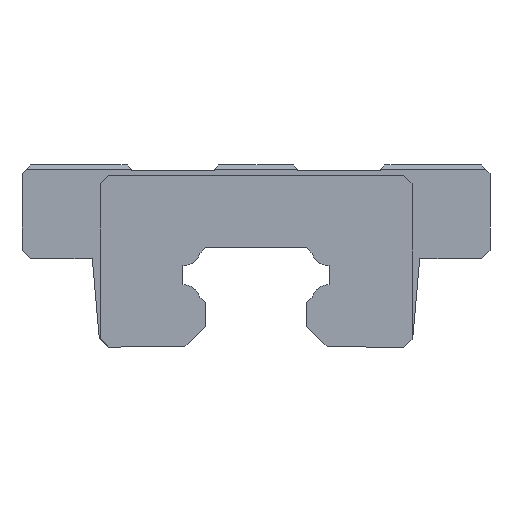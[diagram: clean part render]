
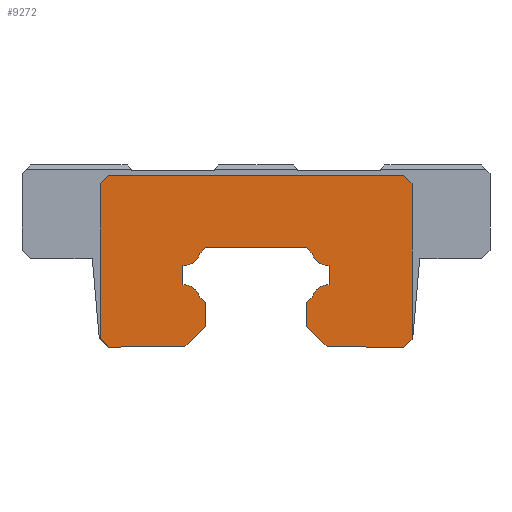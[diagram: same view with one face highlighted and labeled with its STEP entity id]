
A CAD part, front view. The second image highlights one B-rep face of the part: STEP entity #9272.
In plain terms, the highlighted planar face has unit normal (0, -1, 0).
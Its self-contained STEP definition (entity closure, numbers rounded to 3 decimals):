
#35=CIRCLE('',#9584,3.367);
#36=CIRCLE('',#9585,3.367);
#37=CIRCLE('',#9586,3.367);
#38=CIRCLE('',#9587,3.367);
#1140=FACE_OUTER_BOUND('',#1679,.T.);
#1679=EDGE_LOOP('',(#8253,#8254,#8255,#8256,#8257,#8258,#8259,#8260,#8261,
#8262,#8263,#8264,#8265,#8266,#8267,#8268,#8269,#8270,#8271,#8272,#8273,
#8274,#8275,#8276));
#2523=LINE('',#16229,#3448);
#2531=LINE('',#16252,#3456);
#2579=LINE('',#16354,#3504);
#2581=LINE('',#16358,#3506);
#2584=LINE('',#16364,#3509);
#2585=LINE('',#16366,#3510);
#2586=LINE('',#16368,#3511);
#2587=LINE('',#16372,#3512);
#2588=LINE('',#16376,#3513);
#2589=LINE('',#16378,#3514);
#2590=LINE('',#16380,#3515);
#2591=LINE('',#16384,#3516);
#2592=LINE('',#16388,#3517);
#2593=LINE('',#16390,#3518);
#2594=LINE('',#16392,#3519);
#2595=LINE('',#16394,#3520);
#2596=LINE('',#16396,#3521);
#2597=LINE('',#16398,#3522);
#2598=LINE('',#16399,#3523);
#2599=LINE('',#16400,#3524);
#3448=VECTOR('',#10869,10.);
#3456=VECTOR('',#10891,10.);
#3504=VECTOR('',#10957,10.);
#3506=VECTOR('',#10961,10.);
#3509=VECTOR('',#10966,10.);
#3510=VECTOR('',#10967,10.);
#3511=VECTOR('',#10968,10.);
#3512=VECTOR('',#10971,10.);
#3513=VECTOR('',#10974,10.);
#3514=VECTOR('',#10975,10.);
#3515=VECTOR('',#10976,10.);
#3516=VECTOR('',#10979,10.);
#3517=VECTOR('',#10982,10.);
#3518=VECTOR('',#10983,10.);
#3519=VECTOR('',#10984,10.);
#3520=VECTOR('',#10985,10.);
#3521=VECTOR('',#10986,10.);
#3522=VECTOR('',#10987,10.);
#3523=VECTOR('',#10988,10.);
#3524=VECTOR('',#10989,10.);
#4388=VERTEX_POINT('',#16223);
#4390=VERTEX_POINT('',#16227);
#4397=VERTEX_POINT('',#16249);
#4398=VERTEX_POINT('',#16251);
#4443=VERTEX_POINT('',#16353);
#4444=VERTEX_POINT('',#16357);
#4446=VERTEX_POINT('',#16363);
#4447=VERTEX_POINT('',#16365);
#4448=VERTEX_POINT('',#16367);
#4449=VERTEX_POINT('',#16369);
#4450=VERTEX_POINT('',#16371);
#4451=VERTEX_POINT('',#16373);
#4452=VERTEX_POINT('',#16375);
#4453=VERTEX_POINT('',#16377);
#4454=VERTEX_POINT('',#16379);
#4455=VERTEX_POINT('',#16381);
#4456=VERTEX_POINT('',#16383);
#4457=VERTEX_POINT('',#16385);
#4458=VERTEX_POINT('',#16387);
#4459=VERTEX_POINT('',#16389);
#4460=VERTEX_POINT('',#16391);
#4461=VERTEX_POINT('',#16393);
#4462=VERTEX_POINT('',#16395);
#4463=VERTEX_POINT('',#16397);
#5677=EDGE_CURVE('',#4388,#4390,#2523,.T.);
#5685=EDGE_CURVE('',#4398,#4397,#2531,.T.);
#5737=EDGE_CURVE('',#4398,#4443,#2579,.T.);
#5739=EDGE_CURVE('',#4444,#4443,#2581,.T.);
#5742=EDGE_CURVE('',#4397,#4446,#2584,.T.);
#5743=EDGE_CURVE('',#4446,#4447,#2585,.T.);
#5744=EDGE_CURVE('',#4447,#4448,#2586,.T.);
#5745=EDGE_CURVE('',#4448,#4449,#35,.T.);
#5746=EDGE_CURVE('',#4449,#4450,#2587,.T.);
#5747=EDGE_CURVE('',#4450,#4451,#36,.T.);
#5748=EDGE_CURVE('',#4451,#4452,#2588,.T.);
#5749=EDGE_CURVE('',#4452,#4453,#2589,.T.);
#5750=EDGE_CURVE('',#4453,#4454,#2590,.T.);
#5751=EDGE_CURVE('',#4454,#4455,#37,.T.);
#5752=EDGE_CURVE('',#4455,#4456,#2591,.T.);
#5753=EDGE_CURVE('',#4456,#4457,#38,.T.);
#5754=EDGE_CURVE('',#4457,#4458,#2592,.T.);
#5755=EDGE_CURVE('',#4458,#4459,#2593,.T.);
#5756=EDGE_CURVE('',#4459,#4460,#2594,.T.);
#5757=EDGE_CURVE('',#4460,#4461,#2595,.T.);
#5758=EDGE_CURVE('',#4462,#4461,#2596,.T.);
#5759=EDGE_CURVE('',#4462,#4463,#2597,.T.);
#5760=EDGE_CURVE('',#4388,#4463,#2598,.T.);
#5761=EDGE_CURVE('',#4444,#4390,#2599,.T.);
#8253=ORIENTED_EDGE('',*,*,#5737,.F.);
#8254=ORIENTED_EDGE('',*,*,#5685,.T.);
#8255=ORIENTED_EDGE('',*,*,#5742,.T.);
#8256=ORIENTED_EDGE('',*,*,#5743,.T.);
#8257=ORIENTED_EDGE('',*,*,#5744,.T.);
#8258=ORIENTED_EDGE('',*,*,#5745,.T.);
#8259=ORIENTED_EDGE('',*,*,#5746,.T.);
#8260=ORIENTED_EDGE('',*,*,#5747,.T.);
#8261=ORIENTED_EDGE('',*,*,#5748,.T.);
#8262=ORIENTED_EDGE('',*,*,#5749,.T.);
#8263=ORIENTED_EDGE('',*,*,#5750,.T.);
#8264=ORIENTED_EDGE('',*,*,#5751,.T.);
#8265=ORIENTED_EDGE('',*,*,#5752,.T.);
#8266=ORIENTED_EDGE('',*,*,#5753,.T.);
#8267=ORIENTED_EDGE('',*,*,#5754,.T.);
#8268=ORIENTED_EDGE('',*,*,#5755,.T.);
#8269=ORIENTED_EDGE('',*,*,#5756,.T.);
#8270=ORIENTED_EDGE('',*,*,#5757,.T.);
#8271=ORIENTED_EDGE('',*,*,#5758,.F.);
#8272=ORIENTED_EDGE('',*,*,#5759,.T.);
#8273=ORIENTED_EDGE('',*,*,#5760,.F.);
#8274=ORIENTED_EDGE('',*,*,#5677,.T.);
#8275=ORIENTED_EDGE('',*,*,#5761,.F.);
#8276=ORIENTED_EDGE('',*,*,#5739,.T.);
#8787=PLANE('',#9583);
#9272=ADVANCED_FACE('',(#1140),#8787,.T.);
#9583=AXIS2_PLACEMENT_3D('',#16362,#10964,#10965);
#9584=AXIS2_PLACEMENT_3D('',#16370,#10969,#10970);
#9585=AXIS2_PLACEMENT_3D('',#16374,#10972,#10973);
#9586=AXIS2_PLACEMENT_3D('',#16382,#10977,#10978);
#9587=AXIS2_PLACEMENT_3D('',#16386,#10980,#10981);
#10869=DIRECTION('',(-1.,0.,0.));
#10891=DIRECTION('',(1.,0.,0.));
#10957=DIRECTION('',(-0.707,0.,0.707));
#10961=DIRECTION('',(0.,0.,-1.));
#10964=DIRECTION('center_axis',(0.,-1.,0.));
#10965=DIRECTION('ref_axis',(0.,0.,-1.));
#10966=DIRECTION('',(0.707,0.,0.707));
#10967=DIRECTION('',(0.,0.,1.));
#10968=DIRECTION('',(-0.707,0.,0.707));
#10969=DIRECTION('center_axis',(0.,-1.,0.));
#10970=DIRECTION('ref_axis',(0.96,0.,0.281));
#10971=DIRECTION('',(0.,0.,1.));
#10972=DIRECTION('center_axis',(0.,-1.,0.));
#10973=DIRECTION('ref_axis',(-0.03,0.,-1.));
#10974=DIRECTION('',(0.707,0.,0.707));
#10975=DIRECTION('',(1.,0.,0.));
#10976=DIRECTION('',(0.707,0.,-0.707));
#10977=DIRECTION('center_axis',(0.,-1.,0.));
#10978=DIRECTION('ref_axis',(-0.96,0.,-0.281));
#10979=DIRECTION('',(0.,0.,-1.));
#10980=DIRECTION('center_axis',(0.,-1.,0.));
#10981=DIRECTION('ref_axis',(0.03,0.,1.));
#10982=DIRECTION('',(-0.707,0.,-0.707));
#10983=DIRECTION('',(0.,0.,-1.));
#10984=DIRECTION('',(0.707,0.,-0.707));
#10985=DIRECTION('',(1.,0.,0.));
#10986=DIRECTION('',(-0.737,0.,-0.676));
#10987=DIRECTION('',(0.,0.,1.));
#10988=DIRECTION('',(0.707,0.,-0.707));
#10989=DIRECTION('',(0.707,0.,0.707));
#16223=CARTESIAN_POINT('',(28.4,-49.75,40.));
#16227=CARTESIAN_POINT('',(-28.4,-49.75,40.));
#16229=CARTESIAN_POINT('',(30.,-49.75,40.));
#16249=CARTESIAN_POINT('',(-13.655,-49.75,7.));
#16251=CARTESIAN_POINT('',(-28.4,-49.75,7.));
#16252=CARTESIAN_POINT('',(-30.,-49.75,7.));
#16353=CARTESIAN_POINT('',(-30.,-49.75,8.6));
#16354=CARTESIAN_POINT('',(-26.019,-49.75,4.619));
#16357=CARTESIAN_POINT('',(-30.,-49.75,38.4));
#16358=CARTESIAN_POINT('',(-30.,-49.75,42.));
#16362=CARTESIAN_POINT('Origin',(0.,-49.75,24.278));
#16363=CARTESIAN_POINT('',(-9.781,-49.75,10.875));
#16364=CARTESIAN_POINT('',(-13.655,-49.75,7.));
#16365=CARTESIAN_POINT('',(-9.781,-49.75,15.559));
#16366=CARTESIAN_POINT('',(-9.781,-49.75,10.875));
#16367=CARTESIAN_POINT('',(-10.769,-49.75,16.547));
#16368=CARTESIAN_POINT('',(-9.781,-49.75,15.559));
#16369=CARTESIAN_POINT('',(-14.1,-49.75,18.965));
#16370=CARTESIAN_POINT('Origin',(-14.,-49.75,15.6));
#16371=CARTESIAN_POINT('',(-14.1,-49.75,22.635));
#16372=CARTESIAN_POINT('',(-14.1,-49.75,18.965));
#16373=CARTESIAN_POINT('',(-10.769,-49.75,25.053));
#16374=CARTESIAN_POINT('Origin',(-14.,-49.75,26.));
#16375=CARTESIAN_POINT('',(-9.722,-49.75,26.1));
#16376=CARTESIAN_POINT('',(-10.769,-49.75,25.053));
#16377=CARTESIAN_POINT('',(9.722,-49.75,26.1));
#16378=CARTESIAN_POINT('',(-9.722,-49.75,26.1));
#16379=CARTESIAN_POINT('',(10.769,-49.75,25.053));
#16380=CARTESIAN_POINT('',(9.722,-49.75,26.1));
#16381=CARTESIAN_POINT('',(14.1,-49.75,22.635));
#16382=CARTESIAN_POINT('Origin',(14.,-49.75,26.));
#16383=CARTESIAN_POINT('',(14.1,-49.75,18.965));
#16384=CARTESIAN_POINT('',(14.1,-49.75,22.635));
#16385=CARTESIAN_POINT('',(10.769,-49.75,16.547));
#16386=CARTESIAN_POINT('Origin',(14.,-49.75,15.6));
#16387=CARTESIAN_POINT('',(9.781,-49.75,15.559));
#16388=CARTESIAN_POINT('',(10.769,-49.75,16.547));
#16389=CARTESIAN_POINT('',(9.781,-49.75,10.875));
#16390=CARTESIAN_POINT('',(9.781,-49.75,15.559));
#16391=CARTESIAN_POINT('',(13.655,-49.75,7.));
#16392=CARTESIAN_POINT('',(9.781,-49.75,10.875));
#16393=CARTESIAN_POINT('',(28.4,-49.75,7.));
#16394=CARTESIAN_POINT('',(13.655,-49.75,7.));
#16395=CARTESIAN_POINT('',(30.,-49.75,8.466));
#16396=CARTESIAN_POINT('',(25.419,-49.75,4.268));
#16397=CARTESIAN_POINT('',(30.,-49.75,38.4));
#16398=CARTESIAN_POINT('',(30.,-49.75,7.));
#16399=CARTESIAN_POINT('',(25.631,-49.75,42.769));
#16400=CARTESIAN_POINT('',(-25.631,-49.75,42.769));
